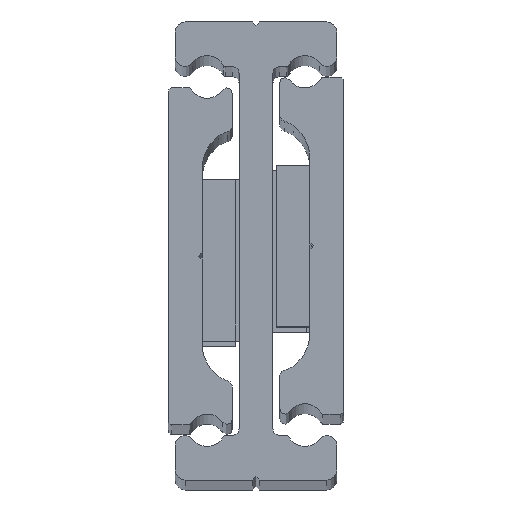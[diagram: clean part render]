
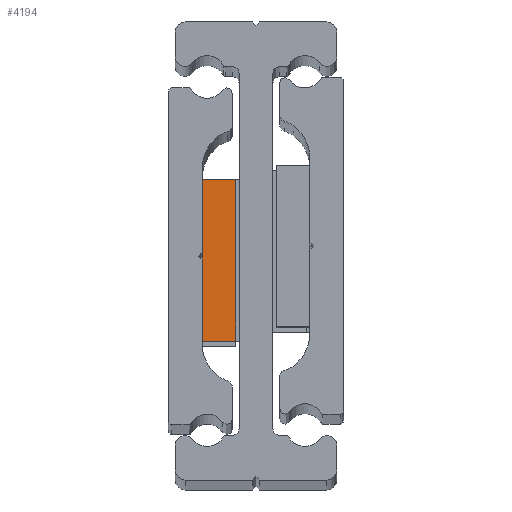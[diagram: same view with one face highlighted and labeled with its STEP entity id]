
A CAD part, top view. The second image highlights one B-rep face of the part: STEP entity #4194.
In plain terms, the highlighted planar face has unit normal (0, 0, 1).
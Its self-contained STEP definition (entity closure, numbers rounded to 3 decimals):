
#77 = CARTESIAN_POINT ( 'NONE',  ( -5., 12., 501.55 ) ) ;
#78 = DIRECTION ( 'NONE',  ( 0., -1., 0. ) ) ;
#141 = PLANE ( 'NONE',  #2236 ) ;
#144 = CARTESIAN_POINT ( 'NONE',  ( -37.153, 12., 501.55 ) ) ;
#150 = DIRECTION ( 'NONE',  ( 0., 0., 1. ) ) ;
#151 = DIRECTION ( 'NONE',  ( 1., 0., 0. ) ) ;
#926 = CARTESIAN_POINT ( 'NONE',  ( -5., -0.5, 501.55 ) ) ;
#978 = VERTEX_POINT ( 'NONE', #926 ) ;
#984 = VERTEX_POINT ( 'NONE', #1367 ) ;
#993 = VERTEX_POINT ( 'NONE', #1421 ) ;
#1027 = VERTEX_POINT ( 'NONE', #1328 ) ;
#1046 = VERTEX_POINT ( 'NONE', #1240 ) ;
#1166 = VERTEX_POINT ( 'NONE', #1408 ) ;
#1240 = CARTESIAN_POINT ( 'NONE',  ( -5., 0.5, 501.55 ) ) ;
#1328 = CARTESIAN_POINT ( 'NONE',  ( -10., -12., 501.55 ) ) ;
#1367 = CARTESIAN_POINT ( 'NONE',  ( -5., -12., 501.55 ) ) ;
#1408 = CARTESIAN_POINT ( 'NONE',  ( -5., 12., 501.55 ) ) ;
#1421 = CARTESIAN_POINT ( 'NONE',  ( -10., 12., 501.55 ) ) ;
#1538 = DIRECTION ( 'NONE',  ( 0., -1., 0. ) ) ;
#1539 = CARTESIAN_POINT ( 'NONE',  ( -5., -0.5, 501.55 ) ) ;
#1593 = EDGE_LOOP ( 'NONE', ( #3817, #3818, #3819, #3820, #3821, #3822 ) ) ;
#1764 = EDGE_CURVE ( 'NONE', #978, #984, #4142, .T. ) ;
#1837 = EDGE_CURVE ( 'NONE', #1046, #978, #2444, .T. ) ;
#1838 = EDGE_CURVE ( 'NONE', #1027, #984, #2446, .T. ) ;
#1839 = EDGE_CURVE ( 'NONE', #1027, #993, #2435, .T. ) ;
#1840 = EDGE_CURVE ( 'NONE', #993, #1166, #2439, .T. ) ;
#2151 = EDGE_CURVE ( 'NONE', #1166, #1046, #2831, .T. ) ;
#2236 = AXIS2_PLACEMENT_3D ( 'NONE', #144, #150, #151 ) ;
#2435 = LINE ( 'NONE', #2961, #2448 ) ;
#2439 = LINE ( 'NONE', #2967, #2450 ) ;
#2444 = LINE ( 'NONE', #2963, #2445 ) ;
#2445 = VECTOR ( 'NONE', #2964, 1000. ) ;
#2446 = LINE ( 'NONE', #2965, #2447 ) ;
#2447 = VECTOR ( 'NONE', #2966, 1000. ) ;
#2448 = VECTOR ( 'NONE', #2968, 1000. ) ;
#2450 = VECTOR ( 'NONE', #2970, 1000. ) ;
#2831 = LINE ( 'NONE', #77, #2832 ) ;
#2832 = VECTOR ( 'NONE', #78, 1000. ) ;
#2870 = FACE_OUTER_BOUND ( 'NONE', #1593, .T. ) ;
#2961 = CARTESIAN_POINT ( 'NONE',  ( -10., 12., 501.55 ) ) ;
#2963 = CARTESIAN_POINT ( 'NONE',  ( -5., 12., 501.55 ) ) ;
#2964 = DIRECTION ( 'NONE',  ( 0., -1., 0. ) ) ;
#2965 = CARTESIAN_POINT ( 'NONE',  ( -37.153, -12., 501.55 ) ) ;
#2966 = DIRECTION ( 'NONE',  ( 1., 0., 0. ) ) ;
#2967 = CARTESIAN_POINT ( 'NONE',  ( -37.153, 12., 501.55 ) ) ;
#2968 = DIRECTION ( 'NONE',  ( 0., 1., 0. ) ) ;
#2970 = DIRECTION ( 'NONE',  ( 1., 0., 0. ) ) ;
#3817 = ORIENTED_EDGE ( 'NONE', *, *, #1839, .F. ) ;
#3818 = ORIENTED_EDGE ( 'NONE', *, *, #1838, .T. ) ;
#3819 = ORIENTED_EDGE ( 'NONE', *, *, #1764, .F. ) ;
#3820 = ORIENTED_EDGE ( 'NONE', *, *, #1837, .F. ) ;
#3821 = ORIENTED_EDGE ( 'NONE', *, *, #2151, .F. ) ;
#3822 = ORIENTED_EDGE ( 'NONE', *, *, #1840, .F. ) ;
#4142 = LINE ( 'NONE', #1539, #4150 ) ;
#4150 = VECTOR ( 'NONE', #1538, 1000. ) ;
#4194 = ADVANCED_FACE ( 'NONE', ( #2870 ), #141, .T. ) ;
